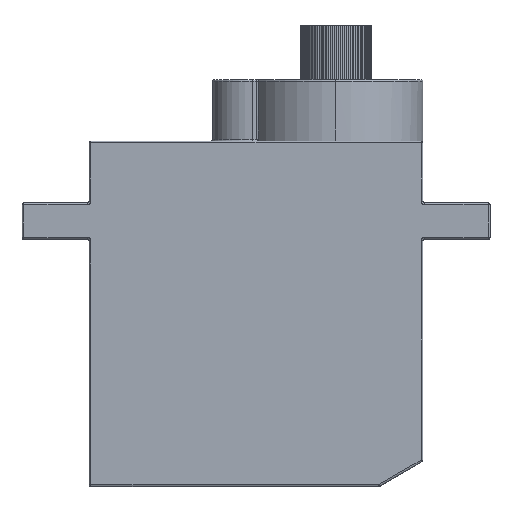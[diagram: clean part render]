
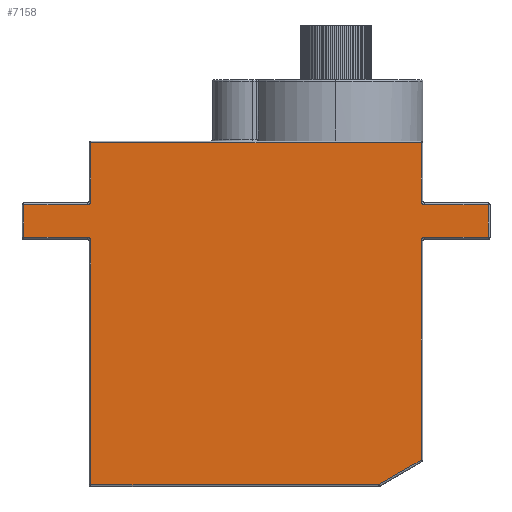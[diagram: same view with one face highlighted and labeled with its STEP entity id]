
A CAD part, top view. The second image highlights one B-rep face of the part: STEP entity #7158.
In plain terms, the highlighted planar face has unit normal (0, 0, 1).
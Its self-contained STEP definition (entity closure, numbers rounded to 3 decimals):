
#46 = DIRECTION ( 'NONE',  ( -1., 0., 0. ) ) ;
#74 = ORIENTED_EDGE ( 'NONE', *, *, #3604, .T. ) ;
#107 = CARTESIAN_POINT ( 'NONE',  ( 16., 5.275, 6.125 ) ) ;
#280 = EDGE_CURVE ( 'NONE', #510, #6403, #2976, .T. ) ;
#510 = VERTEX_POINT ( 'NONE', #4137 ) ;
#512 = CARTESIAN_POINT ( 'NONE',  ( 11.375, -10.078, 6.125 ) ) ;
#552 = VECTOR ( 'NONE', #9836, 1000. ) ;
#564 = DIRECTION ( 'NONE',  ( -1., 0., 0. ) ) ;
#567 = VECTOR ( 'NONE', #960, 1000. ) ;
#887 = CARTESIAN_POINT ( 'NONE',  ( 0., 7.525, 6.125 ) ) ;
#960 = DIRECTION ( 'NONE',  ( -1., 0., 0. ) ) ;
#1057 = VERTEX_POINT ( 'NONE', #7529 ) ;
#1081 = ORIENTED_EDGE ( 'NONE', *, *, #4343, .F. ) ;
#1094 = VERTEX_POINT ( 'NONE', #9094 ) ;
#1108 = CARTESIAN_POINT ( 'NONE',  ( 11.375, 7.775, 6.125 ) ) ;
#1259 = CARTESIAN_POINT ( 'NONE',  ( 11.375, 0., 6.125 ) ) ;
#1586 = CARTESIAN_POINT ( 'NONE',  ( -16., 0., 6.125 ) ) ;
#1642 = CARTESIAN_POINT ( 'NONE',  ( -11.375, 5.025, 6.125 ) ) ;
#1796 = VECTOR ( 'NONE', #564, 1000. ) ;
#1860 = CARTESIAN_POINT ( 'NONE',  ( 11.375, 0., 6.125 ) ) ;
#2114 = DIRECTION ( 'NONE',  ( 0., 1., 0. ) ) ;
#2144 = VECTOR ( 'NONE', #4059, 1000. ) ;
#2176 = CARTESIAN_POINT ( 'NONE',  ( -11.625, 7.775, 6.125 ) ) ;
#2302 = CARTESIAN_POINT ( 'NONE',  ( -11.375, 0., 6.125 ) ) ;
#2424 = CARTESIAN_POINT ( 'NONE',  ( 11.625, 5.025, 6.125 ) ) ;
#2459 = DIRECTION ( 'NONE',  ( 0., -1., 0. ) ) ;
#2519 = DIRECTION ( 'NONE',  ( 0., 1., 0. ) ) ;
#2531 = ORIENTED_EDGE ( 'NONE', *, *, #6883, .T. ) ;
#2722 = VERTEX_POINT ( 'NONE', #1642 ) ;
#2729 = CARTESIAN_POINT ( 'NONE',  ( -11.625, 5.025, 6.125 ) ) ;
#2976 = LINE ( 'NONE', #6722, #4702 ) ;
#2983 = ORIENTED_EDGE ( 'NONE', *, *, #5287, .F. ) ;
#2995 = CARTESIAN_POINT ( 'NONE',  ( 11.625, 7.775, 6.125 ) ) ;
#3037 = DIRECTION ( 'NONE',  ( -1., 0., 0. ) ) ;
#3084 = CARTESIAN_POINT ( 'NONE',  ( 0., 7.525, 6.125 ) ) ;
#3155 = EDGE_CURVE ( 'NONE', #8188, #3684, #6515, .T. ) ;
#3288 = DIRECTION ( 'NONE',  ( -1., 0., 0. ) ) ;
#3306 = EDGE_CURVE ( 'NONE', #2722, #3684, #8772, .T. ) ;
#3442 = CARTESIAN_POINT ( 'NONE',  ( -11.375, 11.775, 6.125 ) ) ;
#3511 = CARTESIAN_POINT ( 'NONE',  ( 7.208, -12.484, 6.125 ) ) ;
#3582 = DIRECTION ( 'NONE',  ( -1., 0., 0. ) ) ;
#3604 = EDGE_CURVE ( 'NONE', #2722, #510, #9554, .T. ) ;
#3684 = VERTEX_POINT ( 'NONE', #5705 ) ;
#3725 = CIRCLE ( 'NONE', #3995, 0.25 ) ;
#3742 = PLANE ( 'NONE',  #7423 ) ;
#3779 = LINE ( 'NONE', #2302, #7990 ) ;
#3851 = DIRECTION ( 'NONE',  ( -1., 0., 0. ) ) ;
#3925 = ORIENTED_EDGE ( 'NONE', *, *, #7819, .T. ) ;
#3995 = AXIS2_PLACEMENT_3D ( 'NONE', #2176, #8081, #3037 ) ;
#4028 = VERTEX_POINT ( 'NONE', #3442 ) ;
#4051 = VERTEX_POINT ( 'NONE', #107 ) ;
#4059 = DIRECTION ( 'NONE',  ( 1., 0., 0. ) ) ;
#4066 = LINE ( 'NONE', #3084, #1796 ) ;
#4104 = ORIENTED_EDGE ( 'NONE', *, *, #6735, .T. ) ;
#4137 = CARTESIAN_POINT ( 'NONE',  ( -11.375, -11.775, 6.125 ) ) ;
#4165 = LINE ( 'NONE', #1860, #10595 ) ;
#4289 = CARTESIAN_POINT ( 'NONE',  ( 11.375, 5.025, 6.125 ) ) ;
#4308 = AXIS2_PLACEMENT_3D ( 'NONE', #2995, #8920, #3851 ) ;
#4343 = EDGE_CURVE ( 'NONE', #1094, #6977, #3725, .T. ) ;
#4368 = CARTESIAN_POINT ( 'NONE',  ( 8.435, -11.775, 6.125 ) ) ;
#4519 = ORIENTED_EDGE ( 'NONE', *, *, #8327, .T. ) ;
#4560 = VECTOR ( 'NONE', #5241, 1000. ) ;
#4593 = DIRECTION ( 'NONE',  ( 0., 0., -1. ) ) ;
#4650 = ORIENTED_EDGE ( 'NONE', *, *, #3306, .F. ) ;
#4679 = CARTESIAN_POINT ( 'NONE',  ( 16., 7.525, 6.125 ) ) ;
#4702 = VECTOR ( 'NONE', #9055, 1000. ) ;
#4986 = VECTOR ( 'NONE', #2459, 1000. ) ;
#5065 = DIRECTION ( 'NONE',  ( 1., 0., 0. ) ) ;
#5108 = ORIENTED_EDGE ( 'NONE', *, *, #9805, .F. ) ;
#5212 = VECTOR ( 'NONE', #2114, 1000. ) ;
#5241 = DIRECTION ( 'NONE',  ( 0.866, 0.5, 0. ) ) ;
#5252 = CARTESIAN_POINT ( 'NONE',  ( 11.625, 7.525, 6.125 ) ) ;
#5287 = EDGE_CURVE ( 'NONE', #7097, #10037, #7656, .T. ) ;
#5315 = ORIENTED_EDGE ( 'NONE', *, *, #280, .T. ) ;
#5353 = LINE ( 'NONE', #8445, #9576 ) ;
#5361 = FACE_OUTER_BOUND ( 'NONE', #10765, .T. ) ;
#5536 = LINE ( 'NONE', #887, #7520 ) ;
#5564 = EDGE_CURVE ( 'NONE', #7408, #10037, #5536, .T. ) ;
#5705 = CARTESIAN_POINT ( 'NONE',  ( -11.625, 5.275, 6.125 ) ) ;
#5852 = VERTEX_POINT ( 'NONE', #7817 ) ;
#5903 = CARTESIAN_POINT ( 'NONE',  ( -16., 5.275, 6.125 ) ) ;
#5920 = CARTESIAN_POINT ( 'NONE',  ( 0., 5.275, 6.125 ) ) ;
#6403 = VERTEX_POINT ( 'NONE', #4368 ) ;
#6464 = ORIENTED_EDGE ( 'NONE', *, *, #6783, .T. ) ;
#6515 = LINE ( 'NONE', #5920, #8521 ) ;
#6664 = LINE ( 'NONE', #8243, #2144 ) ;
#6722 = CARTESIAN_POINT ( 'NONE',  ( 0., -11.775, 6.125 ) ) ;
#6735 = EDGE_CURVE ( 'NONE', #1094, #5852, #4066, .T. ) ;
#6783 = EDGE_CURVE ( 'NONE', #4028, #6977, #3779, .T. ) ;
#6812 = LINE ( 'NONE', #3511, #4560 ) ;
#6883 = EDGE_CURVE ( 'NONE', #5852, #8188, #7205, .T. ) ;
#6977 = VERTEX_POINT ( 'NONE', #8486 ) ;
#6995 = AXIS2_PLACEMENT_3D ( 'NONE', #2424, #8334, #3288 ) ;
#7046 = LINE ( 'NONE', #7721, #567 ) ;
#7097 = VERTEX_POINT ( 'NONE', #1108 ) ;
#7127 = VERTEX_POINT ( 'NONE', #9609 ) ;
#7158 = ADVANCED_FACE ( 'NONE', ( #5361 ), #3742, .F. ) ;
#7205 = LINE ( 'NONE', #1586, #4986 ) ;
#7278 = CARTESIAN_POINT ( 'NONE',  ( -11.375, 0., 6.125 ) ) ;
#7408 = VERTEX_POINT ( 'NONE', #4679 ) ;
#7417 = ORIENTED_EDGE ( 'NONE', *, *, #8560, .T. ) ;
#7423 = AXIS2_PLACEMENT_3D ( 'NONE', #9642, #4593, #10481 ) ;
#7457 = ORIENTED_EDGE ( 'NONE', *, *, #7686, .T. ) ;
#7520 = VECTOR ( 'NONE', #46, 1000. ) ;
#7529 = CARTESIAN_POINT ( 'NONE',  ( 11.375, 11.775, 6.125 ) ) ;
#7656 = CIRCLE ( 'NONE', #4308, 0.25 ) ;
#7686 = EDGE_CURVE ( 'NONE', #4051, #7408, #5353, .T. ) ;
#7703 = LINE ( 'NONE', #1259, #5212 ) ;
#7720 = VERTEX_POINT ( 'NONE', #4289 ) ;
#7721 = CARTESIAN_POINT ( 'NONE',  ( 0., 11.775, 6.125 ) ) ;
#7761 = DIRECTION ( 'NONE',  ( 0., 1., 0. ) ) ;
#7817 = CARTESIAN_POINT ( 'NONE',  ( -16., 7.525, 6.125 ) ) ;
#7819 = EDGE_CURVE ( 'NONE', #6403, #10816, #6812, .T. ) ;
#7990 = VECTOR ( 'NONE', #8213, 1000. ) ;
#8081 = DIRECTION ( 'NONE',  ( 0., 0., 1. ) ) ;
#8098 = EDGE_CURVE ( 'NONE', #7127, #4051, #6664, .T. ) ;
#8188 = VERTEX_POINT ( 'NONE', #5903 ) ;
#8213 = DIRECTION ( 'NONE',  ( 0., -1., 0. ) ) ;
#8243 = CARTESIAN_POINT ( 'NONE',  ( 0., 5.275, 6.125 ) ) ;
#8327 = EDGE_CURVE ( 'NONE', #1057, #4028, #7046, .T. ) ;
#8334 = DIRECTION ( 'NONE',  ( 0., 0., 1. ) ) ;
#8395 = ORIENTED_EDGE ( 'NONE', *, *, #3155, .T. ) ;
#8445 = CARTESIAN_POINT ( 'NONE',  ( 16., 0., 6.125 ) ) ;
#8486 = CARTESIAN_POINT ( 'NONE',  ( -11.375, 7.775, 6.125 ) ) ;
#8521 = VECTOR ( 'NONE', #5065, 1000. ) ;
#8560 = EDGE_CURVE ( 'NONE', #10816, #7720, #7703, .T. ) ;
#8639 = DIRECTION ( 'NONE',  ( 0., 0., 1. ) ) ;
#8703 = ORIENTED_EDGE ( 'NONE', *, *, #8098, .T. ) ;
#8747 = EDGE_CURVE ( 'NONE', #7097, #1057, #4165, .T. ) ;
#8772 = CIRCLE ( 'NONE', #10680, 0.25 ) ;
#8808 = ORIENTED_EDGE ( 'NONE', *, *, #8747, .T. ) ;
#8920 = DIRECTION ( 'NONE',  ( 0., 0., 1. ) ) ;
#9055 = DIRECTION ( 'NONE',  ( 1., 0., 0. ) ) ;
#9094 = CARTESIAN_POINT ( 'NONE',  ( -11.625, 7.525, 6.125 ) ) ;
#9146 = CIRCLE ( 'NONE', #6995, 0.25 ) ;
#9554 = LINE ( 'NONE', #7278, #552 ) ;
#9576 = VECTOR ( 'NONE', #2519, 1000. ) ;
#9609 = CARTESIAN_POINT ( 'NONE',  ( 11.625, 5.275, 6.125 ) ) ;
#9642 = CARTESIAN_POINT ( 'NONE',  ( 0., 0., 6.125 ) ) ;
#9805 = EDGE_CURVE ( 'NONE', #7127, #7720, #9146, .T. ) ;
#9836 = DIRECTION ( 'NONE',  ( 0., -1., 0. ) ) ;
#9973 = ORIENTED_EDGE ( 'NONE', *, *, #5564, .T. ) ;
#10037 = VERTEX_POINT ( 'NONE', #5252 ) ;
#10481 = DIRECTION ( 'NONE',  ( -1., 0., 0. ) ) ;
#10595 = VECTOR ( 'NONE', #7761, 1000. ) ;
#10680 = AXIS2_PLACEMENT_3D ( 'NONE', #2729, #8639, #3582 ) ;
#10765 = EDGE_LOOP ( 'NONE', ( #5315, #3925, #7417, #5108, #8703, #7457, #9973, #2983, #8808, #4519, #6464, #1081, #4104, #2531, #8395, #4650, #74 ) ) ;
#10816 = VERTEX_POINT ( 'NONE', #512 ) ;
